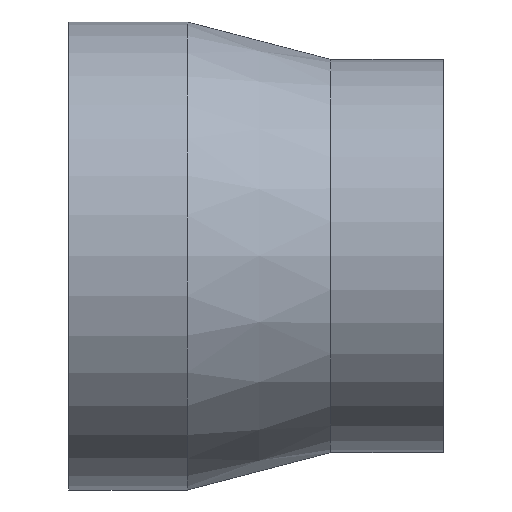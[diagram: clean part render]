
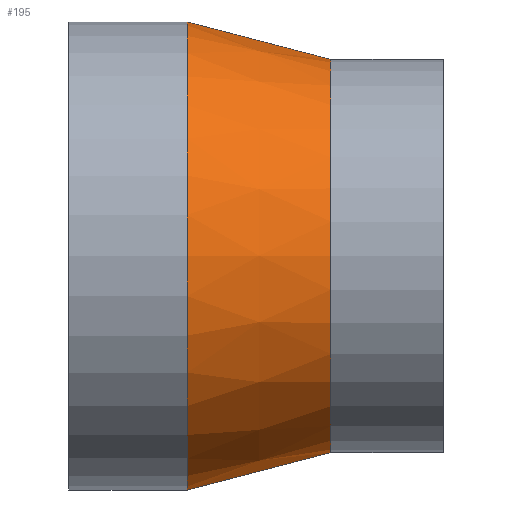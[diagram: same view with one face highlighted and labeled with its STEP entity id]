
A CAD part, top view. The second image highlights one B-rep face of the part: STEP entity #195.
In plain terms, the highlighted conical face has half-angle 14.621 degrees and reference radius 34.5 mm.
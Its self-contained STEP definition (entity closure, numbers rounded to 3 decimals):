
#93 = EDGE_CURVE( '', #157, #111, #227, .T. );
#99 = EDGE_CURVE( '', #129, #151, #233, .T. );
#101 = EDGE_CURVE( '', #151, #111, #235, .T. );
#111 = VERTEX_POINT( '', #248 );
#129 = VERTEX_POINT( '', #267 );
#151 = VERTEX_POINT( '', #292 );
#157 = VERTEX_POINT( '', #298 );
#187 = EDGE_CURVE( '', #157, #129, #335, .T. );
#195 = ADVANCED_FACE( '', ( #344 ), #345, .T. );
#227 = CIRCLE( '', #372, 37.5 );
#233 = CIRCLE( '', #381, 31.5 );
#235 = LINE( '', #384, #385 );
#248 = CARTESIAN_POINT( '', ( 19., 37.5, 0. ) );
#267 = CARTESIAN_POINT( '', ( 42., -31.5, 0. ) );
#292 = CARTESIAN_POINT( '', ( 42., 31.5, 0. ) );
#298 = CARTESIAN_POINT( '', ( 19., -37.5, 0. ) );
#335 = LINE( '', #507, #508 );
#344 = FACE_OUTER_BOUND( '', #521, .T. );
#345 = CONICAL_SURFACE( '', #522, 34.5, 0.255 );
#372 = AXIS2_PLACEMENT_3D( '', #537, #538, #539 );
#381 = AXIS2_PLACEMENT_3D( '', #546, #547, #548 );
#384 = CARTESIAN_POINT( '', ( 30.5, 34.5, 0. ) );
#385 = VECTOR( '', #549, 1. );
#507 = CARTESIAN_POINT( '', ( 30.5, -34.5, 0. ) );
#508 = VECTOR( '', #683, 1. );
#521 = EDGE_LOOP( '', ( #695, #696, #697, #698 ) );
#522 = AXIS2_PLACEMENT_3D( '', #699, #700, #701 );
#537 = CARTESIAN_POINT( '', ( 19., 0., 0. ) );
#538 = DIRECTION( '', ( -1., 0., 0. ) );
#539 = DIRECTION( '', ( 0., 1., 0. ) );
#546 = CARTESIAN_POINT( '', ( 42., 0., 0. ) );
#547 = DIRECTION( '', ( -1., 0., 0. ) );
#548 = DIRECTION( '', ( 0., 1., 0. ) );
#549 = DIRECTION( '', ( -0.968, 0.252, 0. ) );
#683 = DIRECTION( '', ( 0.968, 0.252, 0. ) );
#695 = ORIENTED_EDGE( '', *, *, #101, .T. );
#696 = ORIENTED_EDGE( '', *, *, #93, .F. );
#697 = ORIENTED_EDGE( '', *, *, #187, .T. );
#698 = ORIENTED_EDGE( '', *, *, #99, .T. );
#699 = CARTESIAN_POINT( '', ( 30.5, 0., 0. ) );
#700 = DIRECTION( '', ( -1., 0., 0. ) );
#701 = DIRECTION( '', ( 0., 1., 0. ) );
